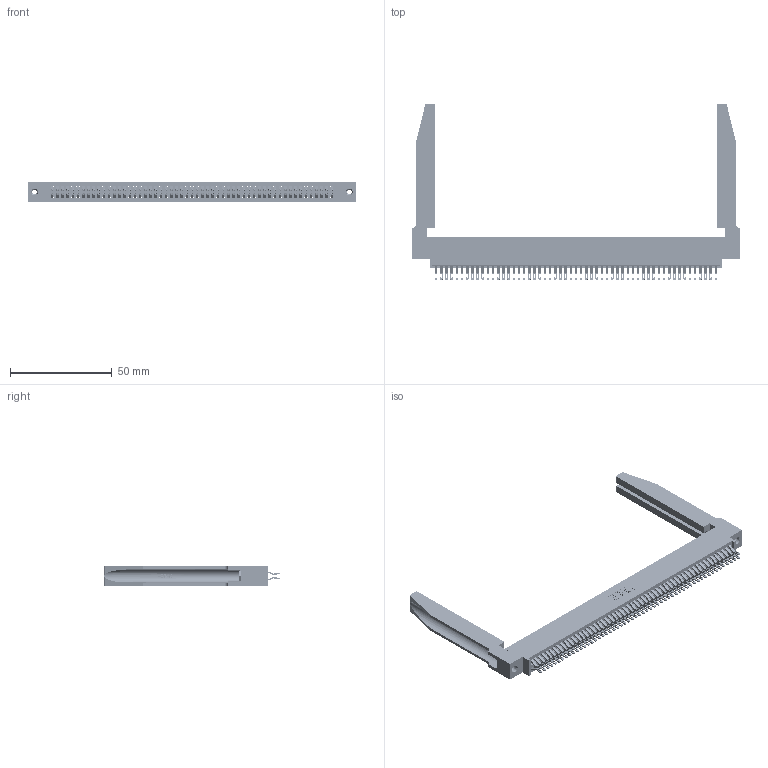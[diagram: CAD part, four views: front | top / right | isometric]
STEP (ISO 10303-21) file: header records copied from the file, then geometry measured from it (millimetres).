
FILE_DESCRIPTION (( 'STEP AP203' ), '1' );
FILE_NAME ('345-110-555-878.STEP', '2019-11-04T18:16:48', ( '' ), ( '' ), 'SwSTEP 2.0', 'SolidWorks 2016', '' );
FILE_SCHEMA (( 'CONFIG_CONTROL_DESIGN' ));
Length unit declared in the file: inch
Products named in the file (5): 345-292-001_555 Tail; 345 Part_0.170 Offset - 0.156 Dia-TH; 345-110-555-878; 345-220-078_345-220-078; 345-250-001_345-250-001-102
Assembly tree (115 placements, depth 2):
  345-110-555-878
    345 Part_0.170 Offset - 0.156 Dia-TH
    345-292-001_555 Tail  x110
    345-250-001_345-250-001-102  x2
    345-220-078_345-220-078  x2
Bounding box: 160.93 x 86.41 x 9.4 mm (x, y, z)
Volume: 23730.1 mm3; surface area: 31934.5 mm2
Topology: 115 solids, 115 shells, 6524 faces, 20431 edges, 13610 vertices
Faces by surface type: plane 3636, cylinder 2836, bspline 36, cone 12, torus 4
Entity records: 46602 total; most frequent: CARTESIAN_POINT 8753, ORIENTED_EDGE 7554, DIRECTION 6663, EDGE_CURVE 3777, LINE 3311, VECTOR 3311, VERTEX_POINT 2512, AXIS2_PLACEMENT_3D 1676
